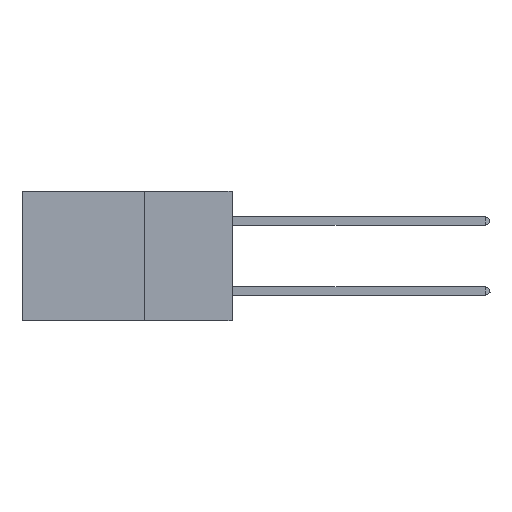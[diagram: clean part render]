
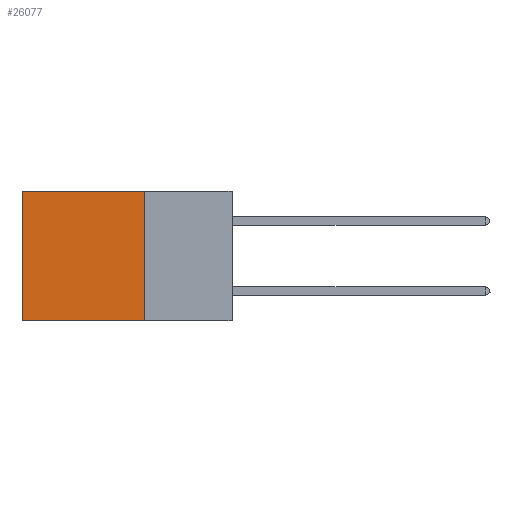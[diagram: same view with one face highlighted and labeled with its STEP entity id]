
A CAD part, left-side view. The second image highlights one B-rep face of the part: STEP entity #26077.
In plain terms, the highlighted planar face has unit normal (-1, 0, 0).
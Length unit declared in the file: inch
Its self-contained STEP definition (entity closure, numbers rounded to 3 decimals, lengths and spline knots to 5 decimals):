
#669 = CARTESIAN_POINT ( 'NONE',  ( 0.2875, 0.6, 0. ) ) ;
#1033 = LINE ( 'NONE', #3190, #9502 ) ;
#2266 = EDGE_LOOP ( 'NONE', ( #13245, #9012, #4216, #12069 ) ) ;
#3190 = CARTESIAN_POINT ( 'NONE',  ( 0.2875, 0.25, 0. ) ) ;
#3335 = CARTESIAN_POINT ( 'NONE',  ( 0.2875, 0.25, 0. ) ) ;
#3516 = EDGE_CURVE ( 'NONE', #23655, #21490, #19222, .T. ) ;
#4216 = ORIENTED_EDGE ( 'NONE', *, *, #10745, .F. ) ;
#4382 = DIRECTION ( 'NONE',  ( 1., 0., 0. ) ) ;
#5349 = CARTESIAN_POINT ( 'NONE',  ( 0.2875, 0.6, -0.37 ) ) ;
#7187 = DIRECTION ( 'NONE',  ( 0., 1., 0. ) ) ;
#8488 = DIRECTION ( 'NONE',  ( 0., 0., -1. ) ) ;
#9012 = ORIENTED_EDGE ( 'NONE', *, *, #11660, .F. ) ;
#9502 = VECTOR ( 'NONE', #7187, 39.37008 ) ;
#10745 = EDGE_CURVE ( 'NONE', #23212, #11705, #11279, .T. ) ;
#11279 = LINE ( 'NONE', #3335, #21674 ) ;
#11660 = EDGE_CURVE ( 'NONE', #11705, #21490, #26794, .T. ) ;
#11705 = VERTEX_POINT ( 'NONE', #17149 ) ;
#11804 = CARTESIAN_POINT ( 'NONE',  ( 0.2875, 0.25, 0. ) ) ;
#12069 = ORIENTED_EDGE ( 'NONE', *, *, #22551, .T. ) ;
#13245 = ORIENTED_EDGE ( 'NONE', *, *, #3516, .T. ) ;
#15240 = DIRECTION ( 'NONE',  ( 0., 1., 0. ) ) ;
#17149 = CARTESIAN_POINT ( 'NONE',  ( 0.2875, 0.25, -0.37 ) ) ;
#17264 = CARTESIAN_POINT ( 'NONE',  ( 0.2875, 0.6, 0. ) ) ;
#19222 = LINE ( 'NONE', #17264, #24093 ) ;
#19337 = CARTESIAN_POINT ( 'NONE',  ( 0.2875, 0.25, -0.37 ) ) ;
#20946 = PLANE ( 'NONE',  #25497 ) ;
#21490 = VERTEX_POINT ( 'NONE', #5349 ) ;
#21674 = VECTOR ( 'NONE', #26326, 39.37008 ) ;
#22551 = EDGE_CURVE ( 'NONE', #23212, #23655, #1033, .T. ) ;
#23212 = VERTEX_POINT ( 'NONE', #11804 ) ;
#23655 = VERTEX_POINT ( 'NONE', #669 ) ;
#24093 = VECTOR ( 'NONE', #26084, 39.37008 ) ;
#24519 = VECTOR ( 'NONE', #15240, 39.37008 ) ;
#25010 = CARTESIAN_POINT ( 'NONE',  ( 0.2875, 0.25, 0. ) ) ;
#25497 = AXIS2_PLACEMENT_3D ( 'NONE', #25010, #4382, #8488 ) ;
#25505 = FACE_OUTER_BOUND ( 'NONE', #2266, .T. ) ;
#26077 = ADVANCED_FACE ( 'NONE', ( #25505 ), #20946, .F. ) ;
#26084 = DIRECTION ( 'NONE',  ( 0., 0., -1. ) ) ;
#26326 = DIRECTION ( 'NONE',  ( 0., 0., -1. ) ) ;
#26794 = LINE ( 'NONE', #19337, #24519 ) ;
